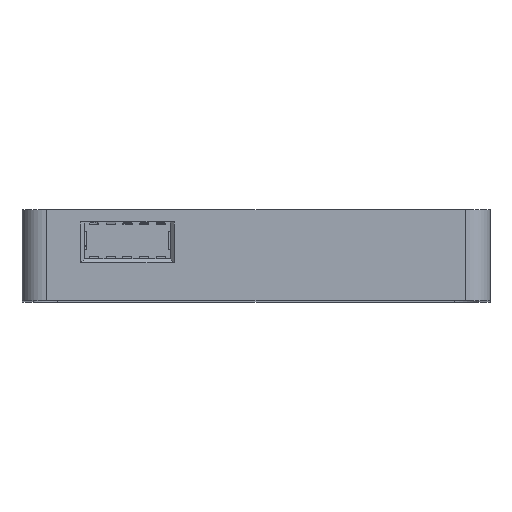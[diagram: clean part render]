
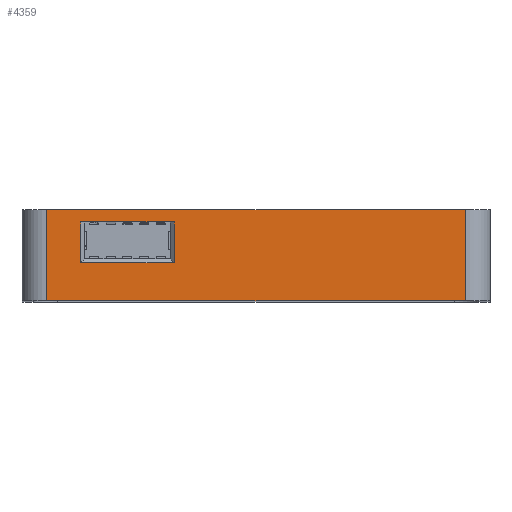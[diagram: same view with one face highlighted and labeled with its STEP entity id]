
A CAD part, top view. The second image highlights one B-rep face of the part: STEP entity #4359.
In plain terms, the highlighted planar face has unit normal (0, 0, 1).
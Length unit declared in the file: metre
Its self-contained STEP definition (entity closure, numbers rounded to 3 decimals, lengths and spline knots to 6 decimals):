
#70=PLANE('',#4638);
#236=LINE('',#6122,#767);
#586=LINE('',#6833,#1117);
#587=LINE('',#6835,#1118);
#588=LINE('',#6837,#1119);
#589=LINE('',#6838,#1120);
#590=LINE('',#6841,#1121);
#591=LINE('',#6843,#1122);
#592=LINE('',#6845,#1123);
#767=VECTOR('',#4929,1.);
#1117=VECTOR('',#5423,1.);
#1118=VECTOR('',#5424,1.);
#1119=VECTOR('',#5425,1.);
#1120=VECTOR('',#5426,1.);
#1121=VECTOR('',#5427,1.);
#1122=VECTOR('',#5428,1.);
#1123=VECTOR('',#5429,1.);
#1769=ORIENTED_EDGE('',*,*,#2926,.T.);
#1770=ORIENTED_EDGE('',*,*,#2551,.F.);
#1771=ORIENTED_EDGE('',*,*,#2927,.T.);
#1772=ORIENTED_EDGE('',*,*,#2928,.T.);
#1773=ORIENTED_EDGE('',*,*,#2929,.F.);
#1774=ORIENTED_EDGE('',*,*,#2930,.T.);
#1775=ORIENTED_EDGE('',*,*,#2931,.T.);
#1776=ORIENTED_EDGE('',*,*,#2932,.T.);
#2551=EDGE_CURVE('',#3172,#3173,#236,.T.);
#2926=EDGE_CURVE('',#3462,#3173,#586,.T.);
#2927=EDGE_CURVE('',#3172,#3463,#587,.T.);
#2928=EDGE_CURVE('',#3463,#3462,#588,.T.);
#2929=EDGE_CURVE('',#3464,#3465,#589,.T.);
#2930=EDGE_CURVE('',#3464,#3466,#590,.T.);
#2931=EDGE_CURVE('',#3466,#3467,#591,.T.);
#2932=EDGE_CURVE('',#3467,#3465,#592,.F.);
#3172=VERTEX_POINT('',#6121);
#3173=VERTEX_POINT('',#6123);
#3462=VERTEX_POINT('',#6834);
#3463=VERTEX_POINT('',#6836);
#3464=VERTEX_POINT('',#6839);
#3465=VERTEX_POINT('',#6840);
#3466=VERTEX_POINT('',#6842);
#3467=VERTEX_POINT('',#6844);
#3719=EDGE_LOOP('',(#1769,#1770,#1771,#1772));
#3720=EDGE_LOOP('',(#1773,#1774,#1775,#1776));
#4038=FACE_BOUND('',#3719,.T.);
#4039=FACE_BOUND('',#3720,.T.);
#4359=ADVANCED_FACE('',(#4038,#4039),#70,.F.);
#4638=AXIS2_PLACEMENT_3D('',#6832,#5421,#5422);
#4929=DIRECTION('',(-1.,0.,0.));
#5421=DIRECTION('',(0.,0.,-1.));
#5422=DIRECTION('',(-1.,0.,0.));
#5423=DIRECTION('',(0.,1.,0.));
#5424=DIRECTION('',(0.,-1.,0.));
#5425=DIRECTION('',(-1.,0.,0.));
#5426=DIRECTION('',(-1.,0.,0.));
#5427=DIRECTION('',(0.,1.,0.));
#5428=DIRECTION('',(-1.,0.,0.));
#5429=DIRECTION('',(0.,1.,0.));
#6121=CARTESIAN_POINT('',(-0.013287,-0.002,0.075));
#6122=CARTESIAN_POINT('',(0.,-0.002,0.075));
#6123=CARTESIAN_POINT('',(-0.028487,-0.002,0.075));
#6832=CARTESIAN_POINT('',(0.,-0.002,0.075));
#6833=CARTESIAN_POINT('',(-0.028487,-0.002,0.075));
#6834=CARTESIAN_POINT('',(-0.028487,-0.0086,0.075));
#6835=CARTESIAN_POINT('',(-0.013287,-0.002,0.075));
#6836=CARTESIAN_POINT('',(-0.013287,-0.0086,0.075));
#6837=CARTESIAN_POINT('',(0.,-0.0086,0.075));
#6838=CARTESIAN_POINT('',(0.,-0.0148,0.075));
#6839=CARTESIAN_POINT('',(0.034,-0.0148,0.075));
#6840=CARTESIAN_POINT('',(-0.034,-0.0148,0.075));
#6841=CARTESIAN_POINT('',(0.034,0.,0.075));
#6842=CARTESIAN_POINT('',(0.034,0.,0.075));
#6843=CARTESIAN_POINT('',(0.,0.,0.075));
#6844=CARTESIAN_POINT('',(-0.034,0.,0.075));
#6845=CARTESIAN_POINT('',(-0.034,-0.002,0.075));
